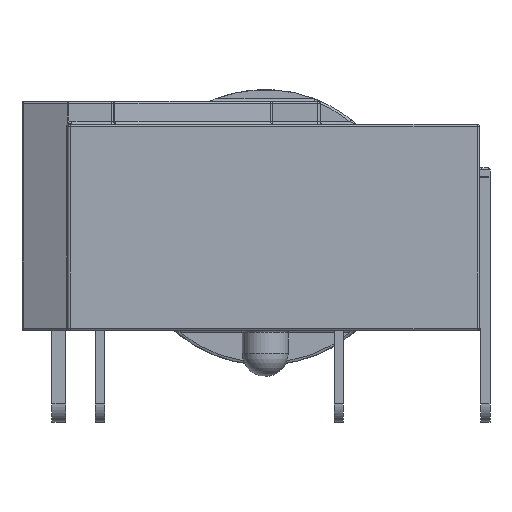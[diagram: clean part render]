
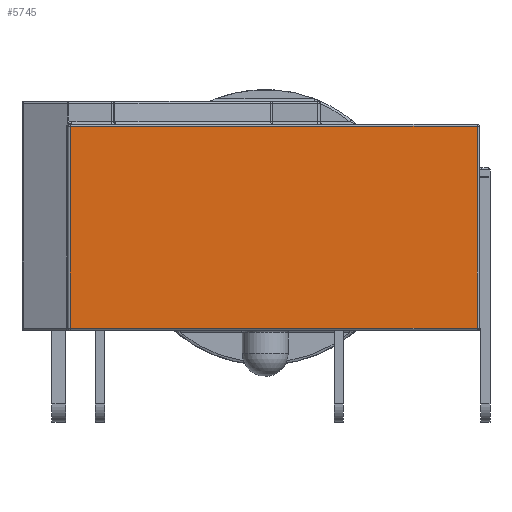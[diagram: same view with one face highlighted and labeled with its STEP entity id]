
A CAD part, left-side view. The second image highlights one B-rep face of the part: STEP entity #5745.
In plain terms, the highlighted planar face has unit normal (-1, 0, 0).
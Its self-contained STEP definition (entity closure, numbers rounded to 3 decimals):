
#482=LINE('',#10380,#933);
#515=LINE('',#10531,#966);
#518=LINE('',#10536,#969);
#519=LINE('',#10538,#970);
#933=VECTOR('',#7552,10.);
#966=VECTOR('',#7753,10.);
#969=VECTOR('',#7760,10.);
#970=VECTOR('',#7763,10.);
#1206=PLANE('',#6397);
#1597=FACE_OUTER_BOUND('',#1952,.T.);
#1952=EDGE_LOOP('',(#4954,#4955,#4956,#4957));
#2767=VERTEX_POINT('',#10349);
#2772=VERTEX_POINT('',#10363);
#2773=VERTEX_POINT('',#10367);
#2775=VERTEX_POINT('',#10373);
#3444=EDGE_CURVE('',#2775,#2772,#482,.T.);
#3523=EDGE_CURVE('',#2773,#2775,#515,.T.);
#3526=EDGE_CURVE('',#2767,#2773,#518,.T.);
#3527=EDGE_CURVE('',#2772,#2767,#519,.T.);
#4954=ORIENTED_EDGE('',*,*,#3444,.F.);
#4955=ORIENTED_EDGE('',*,*,#3523,.F.);
#4956=ORIENTED_EDGE('',*,*,#3526,.F.);
#4957=ORIENTED_EDGE('',*,*,#3527,.F.);
#5745=ADVANCED_FACE('',(#1597),#1206,.T.);
#6397=AXIS2_PLACEMENT_3D('',#10657,#7935,#7936);
#7552=DIRECTION('',(0.,0.,-1.));
#7753=DIRECTION('',(0.,-1.,0.));
#7760=DIRECTION('',(0.,0.,1.));
#7763=DIRECTION('',(0.,1.,0.));
#7935=DIRECTION('center_axis',(-1.,0.,0.));
#7936=DIRECTION('ref_axis',(0.,-1.,0.));
#10349=CARTESIAN_POINT('',(-6.1,4.25,0.05));
#10363=CARTESIAN_POINT('',(-6.1,-4.62,0.05));
#10367=CARTESIAN_POINT('',(-6.1,4.25,4.45));
#10373=CARTESIAN_POINT('',(-6.1,-4.62,4.45));
#10380=CARTESIAN_POINT('',(-6.1,-4.62,4.175));
#10531=CARTESIAN_POINT('',(-6.1,4.3,4.45));
#10536=CARTESIAN_POINT('',(-6.1,4.25,-0.148));
#10538=CARTESIAN_POINT('',(-6.1,-2.116,0.05));
#10657=CARTESIAN_POINT('Origin',(-6.1,5.3,5.));
